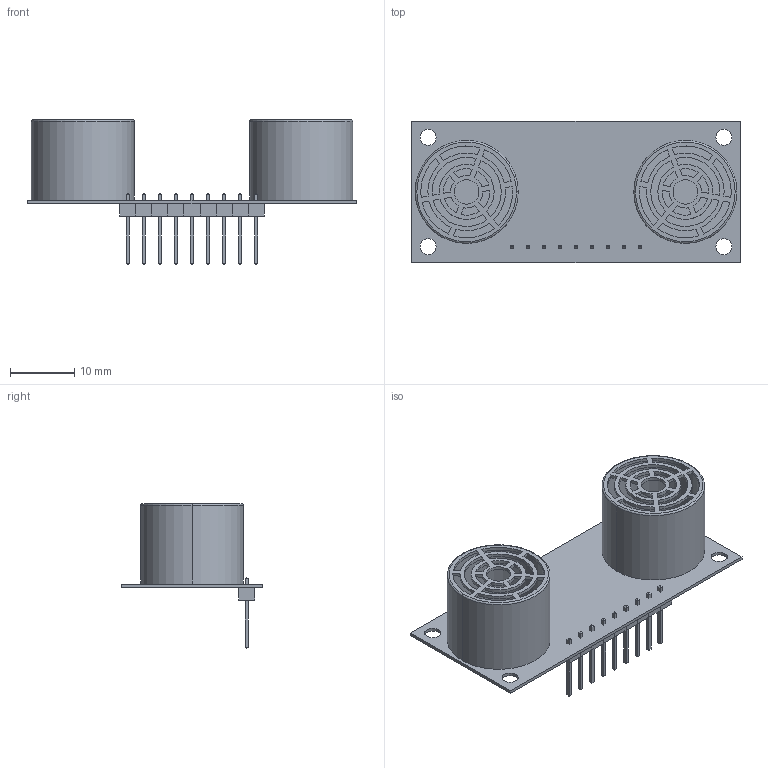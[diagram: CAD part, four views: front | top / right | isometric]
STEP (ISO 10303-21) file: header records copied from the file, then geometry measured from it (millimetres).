
FILE_DESCRIPTION (( 'STEP AP214' ), '1' );
FILE_NAME ('URM37.STEP', '2016-03-22T13:58:31', ( '' ), ( '' ), 'SwSTEP 2.0', 'SolidWorks 2013', '' );
FILE_SCHEMA (( 'AUTOMOTIVE_DESIGN' ));
Length unit declared in the file: millimetre
Products named in the file (1): URM37
Bounding box: 51 x 22 x 22.5 mm (x, y, z)
Volume: 1369.2 mm3; surface area: 5805.3 mm2
Topology: 21 solids, 21 shells, 384 faces, 944 edges, 604 vertices
Faces by surface type: plane 288, cylinder 92, torus 4
Entity records: 14525 total; most frequent: CARTESIAN_POINT 1933, DIRECTION 1906, ORIENTED_EDGE 1888, EDGE_CURVE 944, VECTOR 752, LINE 752, VERTEX_POINT 604, AXIS2_PLACEMENT_3D 577
